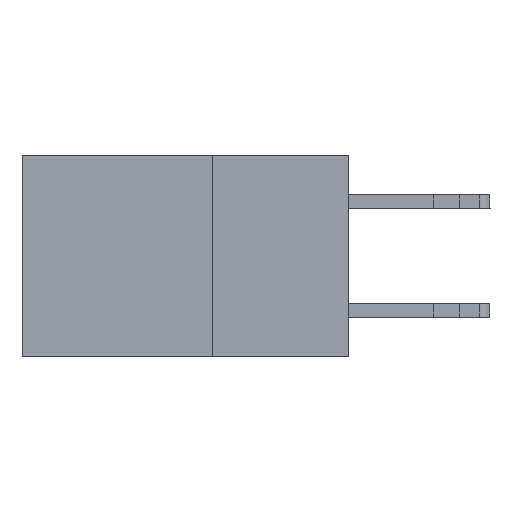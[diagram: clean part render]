
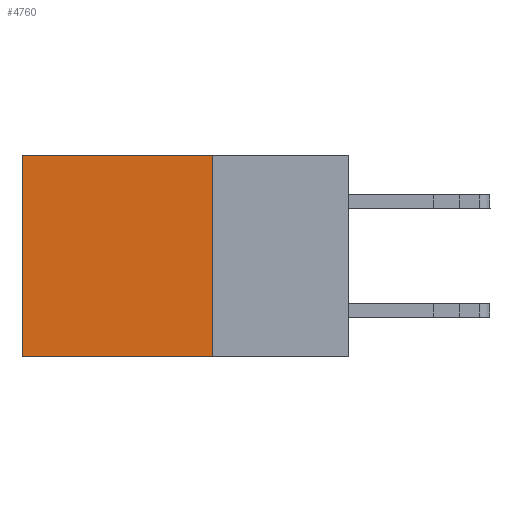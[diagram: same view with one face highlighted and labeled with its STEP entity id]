
A CAD part, left-side view. The second image highlights one B-rep face of the part: STEP entity #4760.
In plain terms, the highlighted planar face has unit normal (-1, 0, 0).
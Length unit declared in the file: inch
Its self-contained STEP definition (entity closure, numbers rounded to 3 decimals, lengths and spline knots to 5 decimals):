
#419 = ORIENTED_EDGE ( 'NONE', *, *, #18919, .F. ) ;
#486 = VECTOR ( 'NONE', #13363, 39.37008 ) ;
#1472 = CARTESIAN_POINT ( 'NONE',  ( 0.298, 0.25, 0. ) ) ;
#2004 = DIRECTION ( 'NONE',  ( 0., 0., -1. ) ) ;
#4149 = VERTEX_POINT ( 'NONE', #4889 ) ;
#4493 = FACE_OUTER_BOUND ( 'NONE', #15861, .T. ) ;
#4760 = ADVANCED_FACE ( 'NONE', ( #4493 ), #19201, .F. ) ;
#4889 = CARTESIAN_POINT ( 'NONE',  ( 0.298, 0.6, 0. ) ) ;
#5171 = LINE ( 'NONE', #16403, #486 ) ;
#5827 = EDGE_CURVE ( 'NONE', #17699, #4149, #5171, .T. ) ;
#6142 = DIRECTION ( 'NONE',  ( 1., 0., 0. ) ) ;
#6335 = CARTESIAN_POINT ( 'NONE',  ( 0.298, 0.25, -0.37 ) ) ;
#6606 = VECTOR ( 'NONE', #18465, 39.37008 ) ;
#7060 = CARTESIAN_POINT ( 'NONE',  ( 0.298, 0.6, 0. ) ) ;
#7638 = EDGE_CURVE ( 'NONE', #17699, #17553, #12791, .T. ) ;
#8212 = EDGE_CURVE ( 'NONE', #4149, #9445, #10469, .T. ) ;
#8424 = LINE ( 'NONE', #6335, #16621 ) ;
#9445 = VERTEX_POINT ( 'NONE', #10255 ) ;
#10255 = CARTESIAN_POINT ( 'NONE',  ( 0.298, 0.6, -0.37 ) ) ;
#10469 = LINE ( 'NONE', #7060, #6606 ) ;
#10709 = CARTESIAN_POINT ( 'NONE',  ( 0.298, 0.25, 0. ) ) ;
#10942 = AXIS2_PLACEMENT_3D ( 'NONE', #1472, #6142, #2004 ) ;
#11212 = CARTESIAN_POINT ( 'NONE',  ( 0.298, 0.25, 0. ) ) ;
#12791 = LINE ( 'NONE', #10709, #20343 ) ;
#13073 = ORIENTED_EDGE ( 'NONE', *, *, #8212, .T. ) ;
#13108 = DIRECTION ( 'NONE',  ( 0., 0., -1. ) ) ;
#13363 = DIRECTION ( 'NONE',  ( 0., 1., 0. ) ) ;
#14172 = CARTESIAN_POINT ( 'NONE',  ( 0.298, 0.25, -0.37 ) ) ;
#15861 = EDGE_LOOP ( 'NONE', ( #13073, #419, #15906, #17224 ) ) ;
#15906 = ORIENTED_EDGE ( 'NONE', *, *, #7638, .F. ) ;
#16403 = CARTESIAN_POINT ( 'NONE',  ( 0.298, 0.25, 0. ) ) ;
#16621 = VECTOR ( 'NONE', #17711, 39.37008 ) ;
#17224 = ORIENTED_EDGE ( 'NONE', *, *, #5827, .T. ) ;
#17553 = VERTEX_POINT ( 'NONE', #14172 ) ;
#17699 = VERTEX_POINT ( 'NONE', #11212 ) ;
#17711 = DIRECTION ( 'NONE',  ( 0., 1., 0. ) ) ;
#18465 = DIRECTION ( 'NONE',  ( 0., 0., -1. ) ) ;
#18919 = EDGE_CURVE ( 'NONE', #17553, #9445, #8424, .T. ) ;
#19201 = PLANE ( 'NONE',  #10942 ) ;
#20343 = VECTOR ( 'NONE', #13108, 39.37008 ) ;
